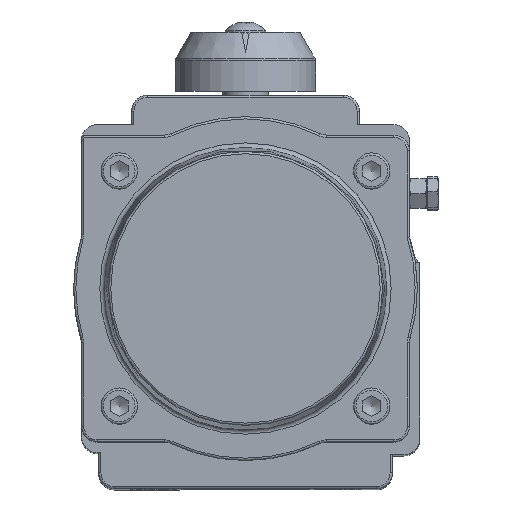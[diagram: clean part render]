
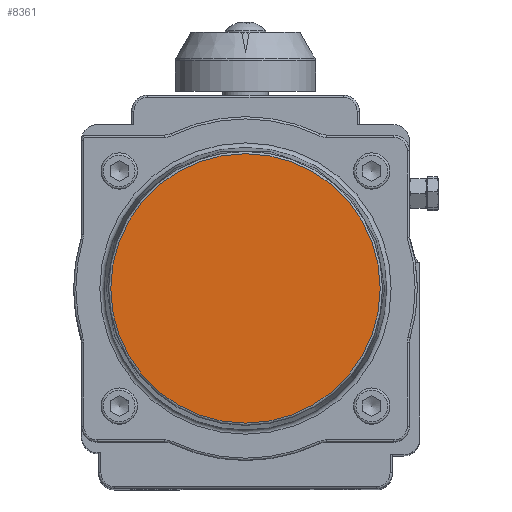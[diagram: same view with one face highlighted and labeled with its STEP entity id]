
A CAD part, top view. The second image highlights one B-rep face of the part: STEP entity #8361.
In plain terms, the highlighted planar face has unit normal (0, 0, 1).
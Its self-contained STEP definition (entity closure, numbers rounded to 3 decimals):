
#531=PLANE('',#9087);
#2136=FACE_OUTER_BOUND('',#2640,.T.);
#2640=EDGE_LOOP('',(#6285));
#3151=CIRCLE('',#9086,59.565);
#3752=VERTEX_POINT('',#13529);
#4674=EDGE_CURVE('',#3752,#3752,#3151,.T.);
#6285=ORIENTED_EDGE('',*,*,#4674,.F.);
#8361=ADVANCED_FACE('',(#2136),#531,.T.);
#9086=AXIS2_PLACEMENT_3D('',#13531,#10563,#10564);
#9087=AXIS2_PLACEMENT_3D('',#13532,#10565,#10566);
#10563=DIRECTION('center_axis',(0.,0.,-1.));
#10564=DIRECTION('ref_axis',(-1.,0.,0.));
#10565=DIRECTION('center_axis',(0.,0.,1.));
#10566=DIRECTION('ref_axis',(1.,0.,0.));
#13529=CARTESIAN_POINT('',(59.565,0.,202.5));
#13531=CARTESIAN_POINT('Origin',(0.,0.,202.5));
#13532=CARTESIAN_POINT('Origin',(0.,0.,202.5));
